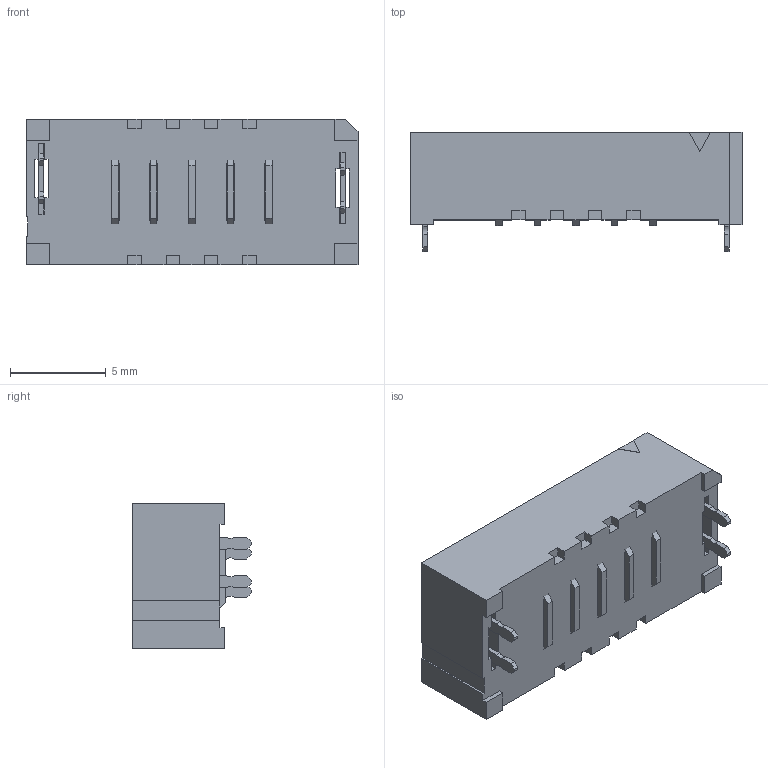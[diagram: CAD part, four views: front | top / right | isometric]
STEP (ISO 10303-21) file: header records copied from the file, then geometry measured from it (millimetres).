
FILE_DESCRIPTION( ( 'STEP AP203' ), '1' );
FILE_NAME( 'UMPT-05-01.5-T-VT-SM-WT.stp', '2020-12-23T10:48:51', ( 'License CC BY-ND 4.0' ), ( 'CADENAS' ), ' ', 'PARTsolutions', ' ' );
FILE_SCHEMA( ( 'CONFIG_CONTROL_DESIGN' ) );
Length unit declared in the file: millimetre
Products named in the file (3): UMPT-05-01.5-T-VT-SM-WT; _05-01.5--WT_BODY; _UMPT-05-01.5-SM-_PINS
Assembly tree (2 placements, depth 2):
  UMPT-05-01.5-T-VT-SM-WT
    _05-01.5--WT_BODY
    _UMPT-05-01.5-SM-_PINS
Bounding box: 17.3 x 6.2 x 7.6 mm (x, y, z)
Volume: 271.4 mm3; surface area: 996.3 mm2
Topology: 2 solids, 2 shells, 255 faces, 726 edges, 484 vertices
Faces by surface type: plane 247, cylinder 8
Entity records: 8280 total; most frequent: CARTESIAN_POINT 1468, ORIENTED_EDGE 1452, DIRECTION 1258, EDGE_CURVE 726, LINE 710, VECTOR 710, VERTEX_POINT 484, EDGE_LOOP 282
